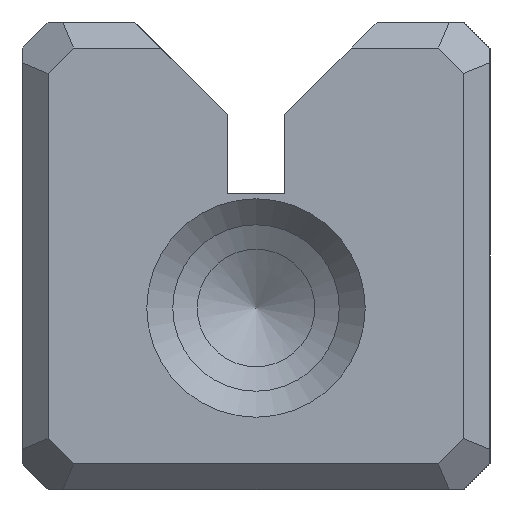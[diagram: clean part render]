
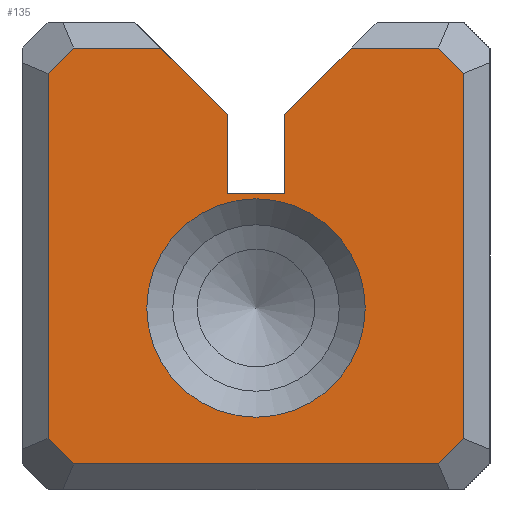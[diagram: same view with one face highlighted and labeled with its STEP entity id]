
A CAD part, left-side view. The second image highlights one B-rep face of the part: STEP entity #135.
In plain terms, the highlighted planar face has unit normal (-1, 0, 0).
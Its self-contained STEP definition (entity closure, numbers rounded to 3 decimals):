
#56=FACE_BOUND('',#257,.T.);
#57=FACE_BOUND('',#258,.T.);
#110=CIRCLE('',#982,2.1);
#135=ADVANCED_FACE('',(#56,#57),#191,.F.);
#191=PLANE('',#983);
#257=EDGE_LOOP('',(#344));
#258=EDGE_LOOP('',(#345,#346,#347,#348,#349,#350,#351,#352,#353,#354,#355,
#356,#357,#358));
#344=ORIENTED_EDGE('',*,*,#674,.T.);
#345=ORIENTED_EDGE('',*,*,#675,.T.);
#346=ORIENTED_EDGE('',*,*,#676,.T.);
#347=ORIENTED_EDGE('',*,*,#677,.F.);
#348=ORIENTED_EDGE('',*,*,#678,.F.);
#349=ORIENTED_EDGE('',*,*,#679,.F.);
#350=ORIENTED_EDGE('',*,*,#680,.F.);
#351=ORIENTED_EDGE('',*,*,#681,.F.);
#352=ORIENTED_EDGE('',*,*,#682,.T.);
#353=ORIENTED_EDGE('',*,*,#683,.T.);
#354=ORIENTED_EDGE('',*,*,#684,.T.);
#355=ORIENTED_EDGE('',*,*,#685,.T.);
#356=ORIENTED_EDGE('',*,*,#686,.T.);
#357=ORIENTED_EDGE('',*,*,#687,.T.);
#358=ORIENTED_EDGE('',*,*,#688,.T.);
#584=VERTEX_POINT('',#1334);
#585=VERTEX_POINT('',#1336);
#586=VERTEX_POINT('',#1337);
#587=VERTEX_POINT('',#1339);
#588=VERTEX_POINT('',#1341);
#589=VERTEX_POINT('',#1343);
#590=VERTEX_POINT('',#1345);
#591=VERTEX_POINT('',#1347);
#592=VERTEX_POINT('',#1349);
#593=VERTEX_POINT('',#1351);
#594=VERTEX_POINT('',#1353);
#595=VERTEX_POINT('',#1355);
#596=VERTEX_POINT('',#1357);
#597=VERTEX_POINT('',#1359);
#598=VERTEX_POINT('',#1361);
#674=EDGE_CURVE('',#584,#584,#110,.T.);
#675=EDGE_CURVE('',#585,#586,#794,.T.);
#676=EDGE_CURVE('',#586,#587,#795,.T.);
#677=EDGE_CURVE('',#588,#587,#796,.T.);
#678=EDGE_CURVE('',#589,#588,#797,.T.);
#679=EDGE_CURVE('',#590,#589,#798,.T.);
#680=EDGE_CURVE('',#591,#590,#799,.T.);
#681=EDGE_CURVE('',#592,#591,#800,.T.);
#682=EDGE_CURVE('',#592,#593,#801,.T.);
#683=EDGE_CURVE('',#593,#594,#802,.T.);
#684=EDGE_CURVE('',#594,#595,#803,.T.);
#685=EDGE_CURVE('',#595,#596,#804,.T.);
#686=EDGE_CURVE('',#596,#597,#805,.T.);
#687=EDGE_CURVE('',#597,#598,#806,.T.);
#688=EDGE_CURVE('',#598,#585,#807,.T.);
#794=LINE('',#1335,#890);
#795=LINE('',#1338,#891);
#796=LINE('',#1340,#892);
#797=LINE('',#1342,#893);
#798=LINE('',#1344,#894);
#799=LINE('',#1346,#895);
#800=LINE('',#1348,#896);
#801=LINE('',#1350,#897);
#802=LINE('',#1352,#898);
#803=LINE('',#1354,#899);
#804=LINE('',#1356,#900);
#805=LINE('',#1358,#901);
#806=LINE('',#1360,#902);
#807=LINE('',#1362,#903);
#890=VECTOR('',#1073,1.);
#891=VECTOR('',#1074,1.);
#892=VECTOR('',#1075,1.);
#893=VECTOR('',#1076,1.);
#894=VECTOR('',#1077,1.);
#895=VECTOR('',#1078,1.);
#896=VECTOR('',#1079,1.);
#897=VECTOR('',#1080,1.);
#898=VECTOR('',#1081,1.);
#899=VECTOR('',#1082,1.);
#900=VECTOR('',#1083,1.);
#901=VECTOR('',#1084,1.);
#902=VECTOR('',#1085,1.);
#903=VECTOR('',#1086,1.);
#982=AXIS2_PLACEMENT_3D('',#1333,#1071,#1072);
#983=AXIS2_PLACEMENT_3D('',#1363,#1087,#1088);
#1071=DIRECTION('',(1.,0.,0.));
#1072=DIRECTION('',(0.,0.,-1.));
#1073=DIRECTION('',(0.,0.707,0.707));
#1074=DIRECTION('',(0.,1.,0.));
#1075=DIRECTION('',(0.,-0.707,0.707));
#1076=DIRECTION('',(0.,0.,1.));
#1077=DIRECTION('',(0.,-1.,0.));
#1078=DIRECTION('',(0.,0.,-1.));
#1079=DIRECTION('',(0.,-0.707,-0.707));
#1080=DIRECTION('',(0.,1.,0.));
#1081=DIRECTION('',(0.,0.707,-0.707));
#1082=DIRECTION('',(0.,0.,-1.));
#1083=DIRECTION('',(0.,-0.707,-0.707));
#1084=DIRECTION('',(0.,-1.,0.));
#1085=DIRECTION('',(0.,-0.707,0.707));
#1086=DIRECTION('',(0.,0.,1.));
#1087=DIRECTION('',(1.,0.,0.));
#1088=DIRECTION('',(0.,0.,-1.));
#1333=CARTESIAN_POINT('',(-25.,0.,-1.));
#1334=CARTESIAN_POINT('',(-25.,0.,-3.1));
#1335=CARTESIAN_POINT('',(-25.,-3.755,3.755));
#1336=CARTESIAN_POINT('',(-25.,-4.,3.51));
#1337=CARTESIAN_POINT('',(-25.,-3.51,4.));
#1338=CARTESIAN_POINT('',(-25.,-2.328,4.));
#1339=CARTESIAN_POINT('',(-25.,-1.828,4.));
#1340=CARTESIAN_POINT('',(-25.,0.,2.172));
#1341=CARTESIAN_POINT('',(-25.,-0.55,2.722));
#1342=CARTESIAN_POINT('',(-25.,-0.55,1.2));
#1343=CARTESIAN_POINT('',(-25.,-0.55,1.2));
#1344=CARTESIAN_POINT('',(-25.,0.55,1.2));
#1345=CARTESIAN_POINT('',(-25.,0.55,1.2));
#1346=CARTESIAN_POINT('',(-25.,0.55,2.722));
#1347=CARTESIAN_POINT('',(-25.,0.55,2.722));
#1348=CARTESIAN_POINT('',(-25.,4.828,7.));
#1349=CARTESIAN_POINT('',(-25.,1.828,4.));
#1350=CARTESIAN_POINT('',(-25.,4.,4.));
#1351=CARTESIAN_POINT('',(-25.,3.51,4.));
#1352=CARTESIAN_POINT('',(-25.,3.755,3.755));
#1353=CARTESIAN_POINT('',(-25.,4.,3.51));
#1354=CARTESIAN_POINT('',(-25.,4.,-4.));
#1355=CARTESIAN_POINT('',(-25.,4.,-3.51));
#1356=CARTESIAN_POINT('',(-25.,3.755,-3.755));
#1357=CARTESIAN_POINT('',(-25.,3.51,-4.));
#1358=CARTESIAN_POINT('',(-25.,-4.,-4.));
#1359=CARTESIAN_POINT('',(-25.,-3.51,-4.));
#1360=CARTESIAN_POINT('',(-25.,-3.755,-3.755));
#1361=CARTESIAN_POINT('',(-25.,-4.,-3.51));
#1362=CARTESIAN_POINT('',(-25.,-4.,4.));
#1363=CARTESIAN_POINT('',(-25.,0.,0.));
